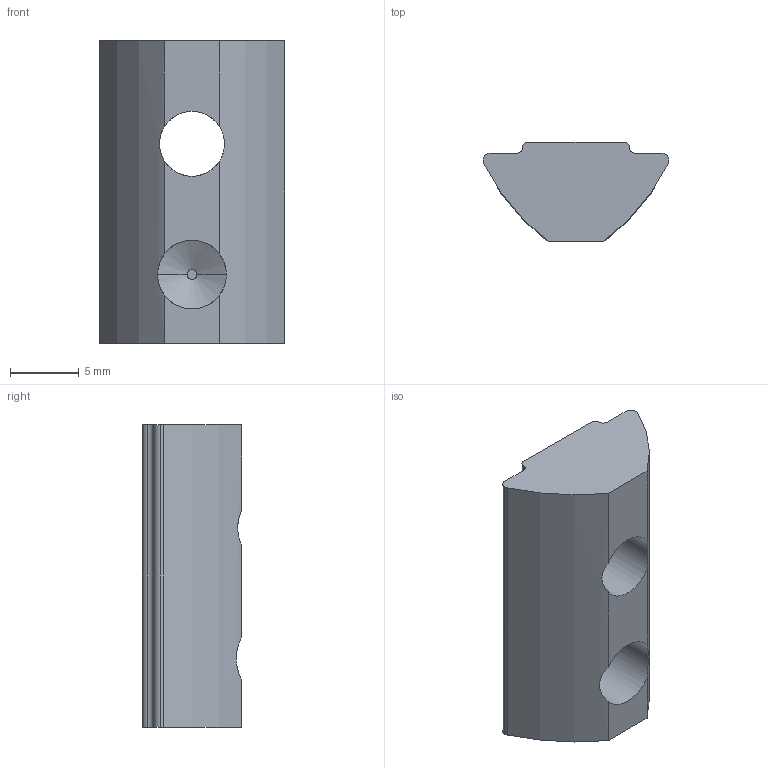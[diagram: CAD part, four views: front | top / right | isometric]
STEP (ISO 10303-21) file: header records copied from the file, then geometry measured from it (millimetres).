
FILE_DESCRIPTION(('STEP AP214'),'1');
FILE_NAME('fath_09602u1-4.stp','2017-09-06T17:23:00',('TraceParts'),('TraceParts S.A.'),'Spatial InterOp 3D',' ',' ');
FILE_SCHEMA(('automotive_design'));
Length unit declared in the file: millimetre
Products named in the file (1): fath_09602u1-4
Bounding box: 13.5 x 7.2 x 22 mm (x, y, z)
Volume: 1284.4 mm3; surface area: 1059.6 mm2
Topology: 1 solids, 1 shells, 25 faces, 70 edges, 46 vertices
Faces by surface type: cylinder 14, plane 9, cone 2
Entity records: 1079 total; most frequent: CARTESIAN_POINT 190, DIRECTION 144, ORIENTED_EDGE 140, EDGE_CURVE 70, AXIS2_PLACEMENT_3D 56, VERTEX_POINT 46, LINE 32, VECTOR 32
